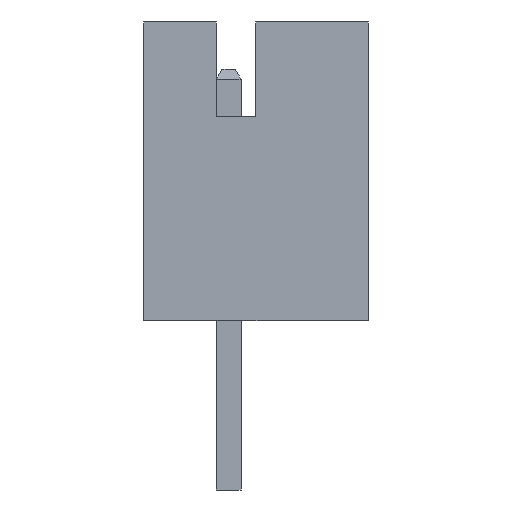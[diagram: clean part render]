
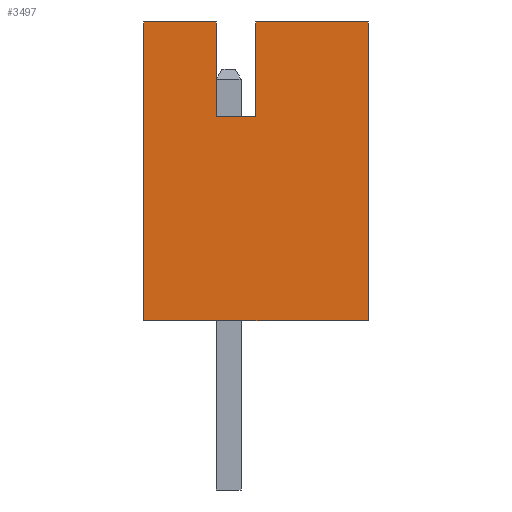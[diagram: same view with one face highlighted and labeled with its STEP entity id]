
A CAD part, left-side view. The second image highlights one B-rep face of the part: STEP entity #3497.
In plain terms, the highlighted planar face has unit normal (-1, 0, 0).
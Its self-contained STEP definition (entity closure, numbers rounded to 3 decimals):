
#2796=CARTESIAN_POINT('',(-10.95,-2.8,-0.0));
#2797=VERTEX_POINT('',#2796);
#2814=CARTESIAN_POINT('',(-10.95,-2.8,6.0));
#2815=VERTEX_POINT('',#2814);
#2822=CARTESIAN_POINT('',(-10.95,-2.8,3.0));
#2823=DIRECTION('',(0.0,-0.0,1.0));
#2824=VECTOR('',#2823,1.0);
#2825=LINE('',#2822,#2824);
#2826=EDGE_CURVE('n� 851',#2797,#2815,#2825,.T.);
#3168=CARTESIAN_POINT('',(-10.95,0.25,6.0));
#3169=VERTEX_POINT('',#3168);
#3176=CARTESIAN_POINT('',(-10.95,0.25,4.1));
#3177=VERTEX_POINT('',#3176);
#3178=CARTESIAN_POINT('',(-10.95,0.25,3.0));
#3179=DIRECTION('',(0.0,-0.0,1.0));
#3180=VECTOR('',#3179,1.0);
#3181=LINE('',#3178,#3180);
#3182=EDGE_CURVE('n� 847',#3177,#3169,#3181,.T.);
#3325=CARTESIAN_POINT('',(-10.95,-0.55,6.0));
#3326=VERTEX_POINT('',#3325);
#3333=CARTESIAN_POINT('',(-10.95,-0.55,6.0));
#3334=DIRECTION('',(0.0,1.0,0.0));
#3335=VECTOR('',#3334,1.0);
#3336=LINE('',#3333,#3335);
#3337=EDGE_CURVE('n� 850',#2815,#3326,#3336,.T.);
#3363=CARTESIAN_POINT('',(-10.95,-0.55,4.1));
#3364=VERTEX_POINT('',#3363);
#3371=CARTESIAN_POINT('',(-10.95,-0.55,3.0));
#3372=DIRECTION('',(0.0,0.0,-1.0));
#3373=VECTOR('',#3372,1.0);
#3374=LINE('',#3371,#3373);
#3375=EDGE_CURVE('n� 849',#3326,#3364,#3374,.T.);
#3393=CARTESIAN_POINT('',(-10.95,-0.55,4.1));
#3394=DIRECTION('',(0.0,1.0,0.0));
#3395=VECTOR('',#3394,1.0);
#3396=LINE('',#3393,#3395);
#3397=EDGE_CURVE('n� 848',#3364,#3177,#3396,.T.);
#3440=CARTESIAN_POINT('',(-10.95,1.7,6.0));
#3441=VERTEX_POINT('',#3440);
#3448=CARTESIAN_POINT('',(-10.95,-0.55,6.0));
#3449=DIRECTION('',(0.0,1.0,0.0));
#3450=VECTOR('',#3449,1.0);
#3451=LINE('',#3448,#3450);
#3452=EDGE_CURVE('n� 846',#3169,#3441,#3451,.T.);
#3470=CARTESIAN_POINT('',(-10.95,1.7,0.0));
#3471=VERTEX_POINT('',#3470);
#3472=CARTESIAN_POINT('',(-10.95,1.7,3.0));
#3473=DIRECTION('',(0.0,0.0,-1.0));
#3474=VECTOR('',#3473,1.0);
#3475=LINE('',#3472,#3474);
#3476=EDGE_CURVE('n� 77',#3441,#3471,#3475,.T.);
#3477=ORIENTED_EDGE('',*,*,#3476,.T.);
#3478=CARTESIAN_POINT('',(-10.95,-0.55,-0.0));
#3479=DIRECTION('',(0.0,-1.0,-0.0));
#3480=VECTOR('',#3479,1.0);
#3481=LINE('',#3478,#3480);
#3482=EDGE_CURVE('n� 704',#3471,#2797,#3481,.T.);
#3483=ORIENTED_EDGE('',*,*,#3482,.T.);
#3484=ORIENTED_EDGE('',*,*,#2826,.T.);
#3485=ORIENTED_EDGE('',*,*,#3337,.T.);
#3486=ORIENTED_EDGE('',*,*,#3375,.T.);
#3487=ORIENTED_EDGE('',*,*,#3397,.T.);
#3488=ORIENTED_EDGE('',*,*,#3182,.T.);
#3489=ORIENTED_EDGE('',*,*,#3452,.T.);
#3490=EDGE_LOOP('',(#3477,#3483,#3484,#3485,#3486,#3487,#3488,#3489));
#3491=FACE_OUTER_BOUND('',#3490,.T.);
#3492=CARTESIAN_POINT('',(-10.95,1.7,0.0));
#3493=DIRECTION('',(-1.0,-0.0,0.0));
#3494=DIRECTION('',(0.0,-1.0,-0.0));
#3495=AXIS2_PLACEMENT_3D('',#3492,#3493,#3494);
#3496=PLANE('',#3495);
#3497=ADVANCED_FACE('n� 842',(#3491),#3496,.T.);
